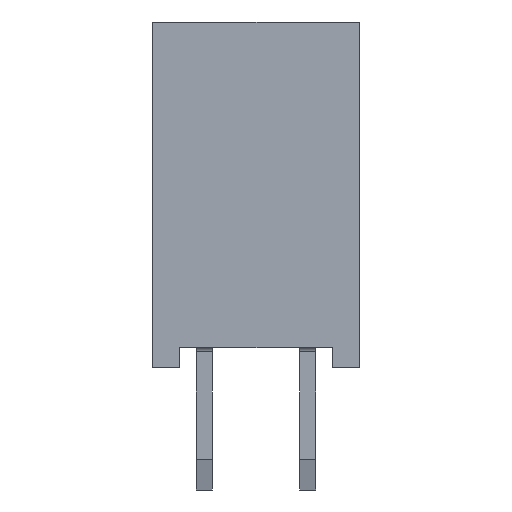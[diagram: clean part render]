
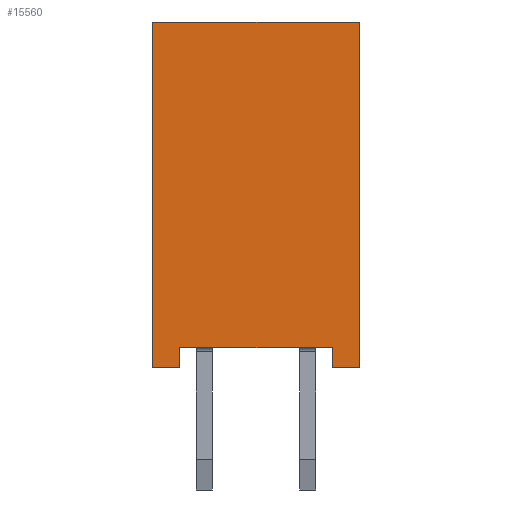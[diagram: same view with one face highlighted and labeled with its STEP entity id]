
A CAD part, left-side view. The second image highlights one B-rep face of the part: STEP entity #15560.
In plain terms, the highlighted planar face has unit normal (-1, 0, 0).
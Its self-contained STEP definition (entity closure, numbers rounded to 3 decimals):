
#15560=ADVANCED_FACE('',(#33676),#33678,.T.);
#33676=FACE_BOUND('',#33677,.T.);
#33677=EDGE_LOOP('',(#48505,#48506,#48507,#48508,#48509,#48510,#48511,#48512));
#33678=PLANE('',#33679);
#33679=AXIS2_PLACEMENT_3D('',#33680,#33681,#33682);
#33680=CARTESIAN_POINT('',(-1.27,3.81,0.));
#33681=DIRECTION('',(-1.,0.,0.));
#33682=DIRECTION('',(0.,-1.,0.));
#48505=ORIENTED_EDGE('',*,*,#57293,.T.);
#48506=ORIENTED_EDGE('',*,*,#57294,.T.);
#48507=ORIENTED_EDGE('',*,*,#57295,.T.);
#48508=ORIENTED_EDGE('',*,*,#57296,.F.);
#48509=ORIENTED_EDGE('',*,*,#57297,.F.);
#48510=ORIENTED_EDGE('',*,*,#57298,.T.);
#48511=ORIENTED_EDGE('',*,*,#57299,.T.);
#48512=ORIENTED_EDGE('',*,*,#54501,.T.);
#54501=EDGE_CURVE('',#63557,#63558,#63559,.T.);
#57293=EDGE_CURVE('',#63558,#67713,#67714,.F.);
#57294=EDGE_CURVE('',#67713,#67715,#67716,.T.);
#57295=EDGE_CURVE('',#67715,#67717,#67718,.T.);
#57296=EDGE_CURVE('',#67719,#67717,#67720,.T.);
#57297=EDGE_CURVE('',#67721,#67719,#67722,.T.);
#57298=EDGE_CURVE('',#67721,#67723,#67724,.T.);
#57299=EDGE_CURVE('',#67723,#63557,#67725,.F.);
#63557=VERTEX_POINT('',#80541);
#63558=VERTEX_POINT('',#80542);
#63559=LINE('',#80543,#80544);
#67713=VERTEX_POINT('',#90701);
#67714=LINE('',#90702,#90703);
#67715=VERTEX_POINT('',#90705);
#67716=LINE('',#90706,#90707);
#67717=VERTEX_POINT('',#90709);
#67718=LINE('',#90710,#90711);
#67719=VERTEX_POINT('',#90713);
#67720=LINE('',#90714,#90715);
#67721=VERTEX_POINT('',#90717);
#67722=LINE('',#90718,#90719);
#67723=VERTEX_POINT('',#90721);
#67724=LINE('',#90722,#90723);
#67725=LINE('',#90725,#90726);
#80541=CARTESIAN_POINT('',(-1.27,3.14,0.5));
#80542=CARTESIAN_POINT('',(-1.27,-0.6,0.5));
#80543=CARTESIAN_POINT('',(-1.27,3.14,0.5));
#80544=VECTOR('',#80545,1.);
#80545=DIRECTION('',(0.,-1.,0.));
#90701=CARTESIAN_POINT('',(-1.27,-0.6,0.));
#90702=CARTESIAN_POINT('',(-1.27,-0.6,0.));
#90703=VECTOR('',#90704,1.);
#90704=DIRECTION('',(0.,0.,1.));
#90705=CARTESIAN_POINT('',(-1.27,-1.27,0.));
#90706=CARTESIAN_POINT('',(-1.27,-0.6,0.));
#90707=VECTOR('',#90708,1.);
#90708=DIRECTION('',(0.,-1.,0.));
#90709=CARTESIAN_POINT('',(-1.27,-1.27,8.5));
#90710=CARTESIAN_POINT('',(-1.27,-1.27,0.));
#90711=VECTOR('',#90712,1.);
#90712=DIRECTION('',(0.,0.,1.));
#90713=CARTESIAN_POINT('',(-1.27,3.81,8.5));
#90714=CARTESIAN_POINT('',(-1.27,3.81,8.5));
#90715=VECTOR('',#90716,1.);
#90716=DIRECTION('',(0.,-1.,0.));
#90717=CARTESIAN_POINT('',(-1.27,3.81,0.));
#90718=CARTESIAN_POINT('',(-1.27,3.81,0.));
#90719=VECTOR('',#90720,1.);
#90720=DIRECTION('',(0.,0.,1.));
#90721=CARTESIAN_POINT('',(-1.27,3.14,0.));
#90722=CARTESIAN_POINT('',(-1.27,3.81,0.));
#90723=VECTOR('',#90724,1.);
#90724=DIRECTION('',(0.,-1.,0.));
#90725=CARTESIAN_POINT('',(-1.27,3.14,0.5));
#90726=VECTOR('',#90727,1.);
#90727=DIRECTION('',(0.,0.,-1.));
